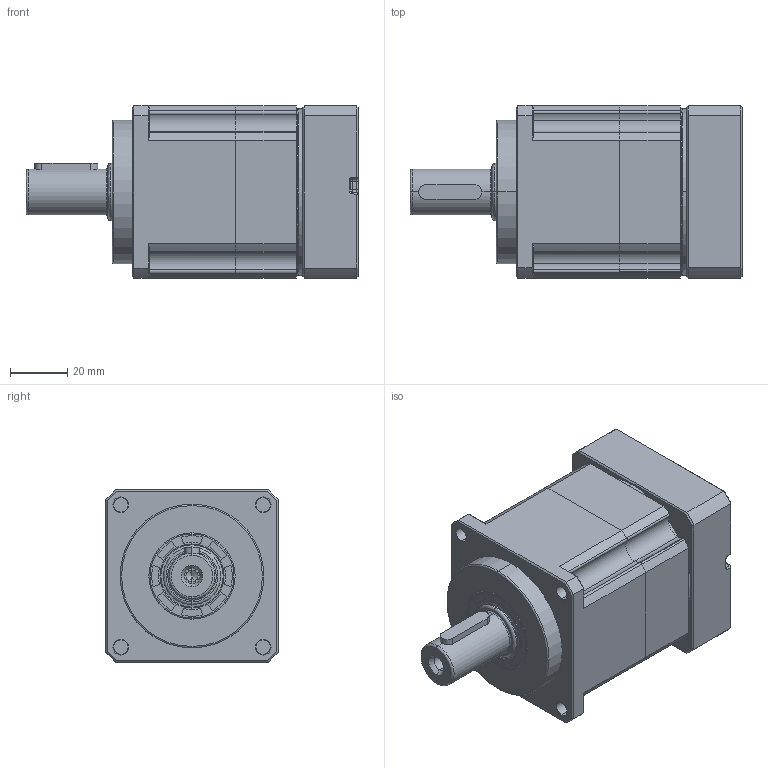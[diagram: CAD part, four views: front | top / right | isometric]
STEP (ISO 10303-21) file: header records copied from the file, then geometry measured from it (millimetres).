
FILE_DESCRIPTION (( 'STEP AP214' ), '1' );
FILE_NAME ('FAB060D-L1-14-50-70-M5-34.STEP', '2020-08-28T02:20:28', ( '' ), ( '' ), 'SwSTEP 2.0', 'SolidWorks 2014', '' );
FILE_SCHEMA (( 'AUTOMOTIVE_DESIGN' ));
Length unit declared in the file: millimetre
Products named in the file (11): FAB060D齿圈; FAB060D怀堤俴陎殤1; 蚐猾20304; A倰す瑩5-22; 坶踡遠18-37-12(1); hexagon socket head cap screws gb_GB_FASTENER_SCREWS_HSHCS M4X16-N; 11-输入法兰FAB060D-50-70-M4; 1-输入端壳体FAB060D; FAB060D-L1-14-50-70-M5-34; hex socket set screws with cone point gb_GB_FASTENER_SCREWS_HSCP M10X10-N; 输入太阳齿轮060D-14
Assembly tree (13 placements, depth 2):
  FAB060D-L1-14-50-70-M5-34
    1-输入端壳体FAB060D
    FAB060D齿圈
    坶踡遠18-37-12(1)
    输入太阳齿轮060D-14
    FAB060D怀堤俴陎殤1
    11-输入法兰FAB060D-50-70-M4
    蚐猾20304
    A倰す瑩5-22
    hex socket set screws with cone point gb_GB_FASTENER_SCREWS_HSCP M10X10-N
    hexagon socket head cap screws gb_GB_FASTENER_SCREWS_HSHCS M4X16-N  x4
Bounding box: 115.5 x 60 x 60 mm (x, y, z)
Volume: 243370.2 mm3; surface area: 65059.8 mm2
Topology: 18 solids, 18 shells, 943 faces, 2267 edges, 1355 vertices
Faces by surface type: cylinder 301, plane 277, cone 186, torus 139, bspline 40
Entity records: 33301 total; most frequent: CARTESIAN_POINT 10966, DIRECTION 4542, ORIENTED_EDGE 4094, EDGE_CURVE 2047, AXIS2_PLACEMENT_3D 1862, VERTEX_POINT 1256, CIRCLE 1018, EDGE_LOOP 957
